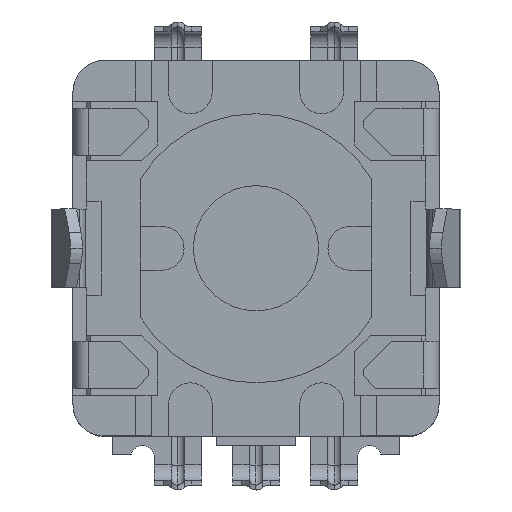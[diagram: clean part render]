
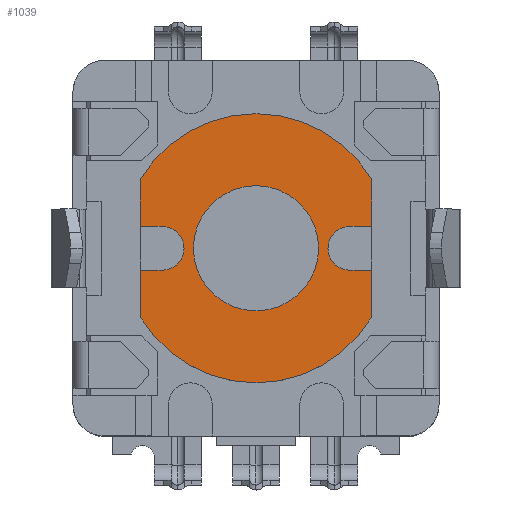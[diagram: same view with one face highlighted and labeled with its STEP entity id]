
A CAD part, top view. The second image highlights one B-rep face of the part: STEP entity #1039.
In plain terms, the highlighted planar face has unit normal (0, 0, 1).
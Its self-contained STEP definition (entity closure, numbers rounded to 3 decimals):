
#1039=ADVANCED_FACE('NONE',(#2292,#2293),#2294,.T.);
#2292=FACE_OUTER_BOUND('',#3762,.T.);
#2293=FACE_BOUND('',#3763,.T.);
#2294=PLANE('',#3764);
#3762=EDGE_LOOP('',(#6819,#6820,#6821,#6822,#6823,#6824,#6825,#6826,#6827,#6828,#6829,#6830,#6831,#6832));
#3763=EDGE_LOOP('',(#6833,#6834));
#3764=AXIS2_PLACEMENT_3D('',#6835,#6836,#6837);
#6819=ORIENTED_EDGE('',*,*,#9652,.F.);
#6820=ORIENTED_EDGE('',*,*,#9923,.T.);
#6821=ORIENTED_EDGE('',*,*,#9125,.T.);
#6822=ORIENTED_EDGE('',*,*,#10055,.T.);
#6823=ORIENTED_EDGE('',*,*,#10056,.F.);
#6824=ORIENTED_EDGE('',*,*,#10031,.F.);
#6825=ORIENTED_EDGE('',*,*,#10057,.F.);
#6826=ORIENTED_EDGE('',*,*,#10058,.F.);
#6827=ORIENTED_EDGE('',*,*,#10059,.T.);
#6828=ORIENTED_EDGE('',*,*,#10012,.T.);
#6829=ORIENTED_EDGE('',*,*,#9926,.T.);
#6830=ORIENTED_EDGE('',*,*,#10060,.F.);
#6831=ORIENTED_EDGE('',*,*,#8954,.F.);
#6832=ORIENTED_EDGE('',*,*,#9711,.F.);
#6833=ORIENTED_EDGE('',*,*,#9409,.T.);
#6834=ORIENTED_EDGE('',*,*,#9019,.T.);
#6835=CARTESIAN_POINT('',(0.0,0.0,3.45));
#6836=DIRECTION('',(0.,0.,1.0));
#6837=DIRECTION('',(1.0,0.,0.));
#8954=EDGE_CURVE('NONE',#10772,#10774,#10775,.T.);
#9019=EDGE_CURVE('NONE',#10882,#10886,#10888,.T.);
#9125=EDGE_CURVE('NONE',#11076,#11074,#11077,.T.);
#9409=EDGE_CURVE('NONE',#10886,#10882,#11530,.T.);
#9652=EDGE_CURVE('NONE',#11903,#11904,#11905,.T.);
#9711=EDGE_CURVE('NONE',#11904,#10772,#11990,.T.);
#9923=EDGE_CURVE('NONE',#11903,#11076,#12278,.T.);
#9926=EDGE_CURVE('NONE',#12283,#12281,#12284,.T.);
#10012=EDGE_CURVE('NONE',#12398,#12283,#12399,.T.);
#10031=EDGE_CURVE('NONE',#12421,#12423,#12424,.T.);
#10055=EDGE_CURVE('NONE',#11074,#12452,#12453,.T.);
#10056=EDGE_CURVE('NONE',#12423,#12452,#12454,.T.);
#10057=EDGE_CURVE('NONE',#12455,#12421,#12456,.T.);
#10058=EDGE_CURVE('NONE',#12457,#12455,#12458,.T.);
#10059=EDGE_CURVE('NONE',#12457,#12398,#12459,.T.);
#10060=EDGE_CURVE('NONE',#10774,#12281,#12460,.T.);
#10772=VERTEX_POINT('',#13348);
#10774=VERTEX_POINT('NONE',#13351);
#10775=CIRCLE('',#13352,0.7);
#10882=VERTEX_POINT('NONE',#13506);
#10886=VERTEX_POINT('NONE',#13511);
#10888=CIRCLE('',#13514,2.0);
#11074=VERTEX_POINT('NONE',#13781);
#11076=VERTEX_POINT('NONE',#13784);
#11077=CIRCLE('',#13785,4.3);
#11530=CIRCLE('',#14464,2.0);
#11903=VERTEX_POINT('NONE',#15008);
#11904=VERTEX_POINT('NONE',#15009);
#11905=LINE('',#15010,#15011);
#11990=CIRCLE('',#15135,0.7);
#12278=LINE('',#15608,#15609);
#12281=VERTEX_POINT('NONE',#15613);
#12283=VERTEX_POINT('NONE',#15616);
#12284=LINE('',#15617,#15618);
#12398=VERTEX_POINT('NONE',#15792);
#12399=CIRCLE('',#15793,4.3);
#12421=VERTEX_POINT('NONE',#15823);
#12423=VERTEX_POINT('NONE',#15826);
#12424=CIRCLE('',#15827,0.7);
#12452=VERTEX_POINT('NONE',#15871);
#12453=LINE('',#15872,#15873);
#12454=LINE('',#15874,#15875);
#12455=VERTEX_POINT('NONE',#15876);
#12456=CIRCLE('',#15877,0.7);
#12457=VERTEX_POINT('NONE',#15878);
#12458=LINE('',#15879,#15880);
#12459=LINE('',#15881,#15882);
#12460=LINE('',#15883,#15884);
#13348=CARTESIAN_POINT('',(2.3,0.,3.45));
#13351=CARTESIAN_POINT('',(3.0,-0.7,3.45));
#13352=AXIS2_PLACEMENT_3D('',#16820,#16821,#16822);
#13506=CARTESIAN_POINT('',(2.0,0.,3.45));
#13511=CARTESIAN_POINT('',(-2.0,0.,3.45));
#13514=AXIS2_PLACEMENT_3D('',#16887,#16888,#16889);
#13781=CARTESIAN_POINT('',(-3.7,2.191,3.45));
#13784=CARTESIAN_POINT('',(3.7,2.191,3.45));
#13785=AXIS2_PLACEMENT_3D('',#17012,#17013,#17014);
#14464=AXIS2_PLACEMENT_3D('',#17341,#17342,#17343);
#15008=CARTESIAN_POINT('',(3.7,0.7,3.45));
#15009=CARTESIAN_POINT('',(3.0,0.7,3.45));
#15010=CARTESIAN_POINT('',(3.0,0.7,3.45));
#15011=VECTOR('',#17590,1000.0);
#15135=AXIS2_PLACEMENT_3D('',#17645,#17646,#17647);
#15608=CARTESIAN_POINT('',(3.7,-2.191,3.45));
#15609=VECTOR('',#17845,1000.0);
#15613=CARTESIAN_POINT('',(3.7,-0.7,3.45));
#15616=CARTESIAN_POINT('',(3.7,-2.191,3.45));
#15617=CARTESIAN_POINT('',(3.7,-2.191,3.45));
#15618=VECTOR('',#17848,1000.0);
#15792=CARTESIAN_POINT('',(-3.7,-2.191,3.45));
#15793=AXIS2_PLACEMENT_3D('',#17933,#17934,#17935);
#15823=CARTESIAN_POINT('',(-2.3,0.,3.45));
#15826=CARTESIAN_POINT('',(-3.0,0.7,3.45));
#15827=AXIS2_PLACEMENT_3D('',#17954,#17955,#17956);
#15871=CARTESIAN_POINT('',(-3.7,0.7,3.45));
#15872=CARTESIAN_POINT('',(-3.7,2.191,3.45));
#15873=VECTOR('',#17977,1000.0);
#15874=CARTESIAN_POINT('',(-3.7,0.7,3.45));
#15875=VECTOR('',#17978,1000.0);
#15876=CARTESIAN_POINT('',(-3.0,-0.7,3.45));
#15877=AXIS2_PLACEMENT_3D('',#17979,#17980,#17981);
#15878=CARTESIAN_POINT('',(-3.7,-0.7,3.45));
#15879=CARTESIAN_POINT('',(-3.7,-0.7,3.45));
#15880=VECTOR('',#17982,1000.0);
#15881=CARTESIAN_POINT('',(-3.7,2.191,3.45));
#15882=VECTOR('',#17983,1000.0);
#15883=CARTESIAN_POINT('',(3.0,-0.7,3.45));
#15884=VECTOR('',#17984,1000.0);
#16820=CARTESIAN_POINT('',(3.0,0.0,3.45));
#16821=DIRECTION('',(0.,0.,1.0));
#16822=DIRECTION('',(1.0,0.,0.));
#16887=CARTESIAN_POINT('',(0.0,0.0,3.45));
#16888=DIRECTION('',(0.,0.,-1.0));
#16889=DIRECTION('',(1.0,0.,0.));
#17012=CARTESIAN_POINT('',(0.0,0.0,3.45));
#17013=DIRECTION('',(0.,0.,1.0));
#17014=DIRECTION('',(1.0,0.,0.));
#17341=CARTESIAN_POINT('',(0.0,0.0,3.45));
#17342=DIRECTION('',(0.,0.,-1.0));
#17343=DIRECTION('',(1.0,0.,0.));
#17590=DIRECTION('',(-1.0,0.,0.0));
#17645=CARTESIAN_POINT('',(3.0,0.0,3.45));
#17646=DIRECTION('',(0.,0.,1.0));
#17647=DIRECTION('',(1.0,0.,0.));
#17845=DIRECTION('',(0.,1.0,0.));
#17848=DIRECTION('',(0.,1.0,0.));
#17933=CARTESIAN_POINT('',(0.0,0.0,3.45));
#17934=DIRECTION('',(0.,0.,1.0));
#17935=DIRECTION('',(1.0,0.,0.));
#17954=CARTESIAN_POINT('',(-3.0,0.0,3.45));
#17955=DIRECTION('',(0.,0.,1.0));
#17956=DIRECTION('',(-1.0,0.,0.));
#17977=DIRECTION('',(0.,-1.0,0.));
#17978=DIRECTION('',(-1.0,0.,0.0));
#17979=CARTESIAN_POINT('',(-3.0,0.0,3.45));
#17980=DIRECTION('',(0.,0.,1.0));
#17981=DIRECTION('',(-1.0,0.,0.));
#17982=DIRECTION('',(1.0,0.,0.0));
#17983=DIRECTION('',(0.,-1.0,0.));
#17984=DIRECTION('',(1.0,0.,0.0));
